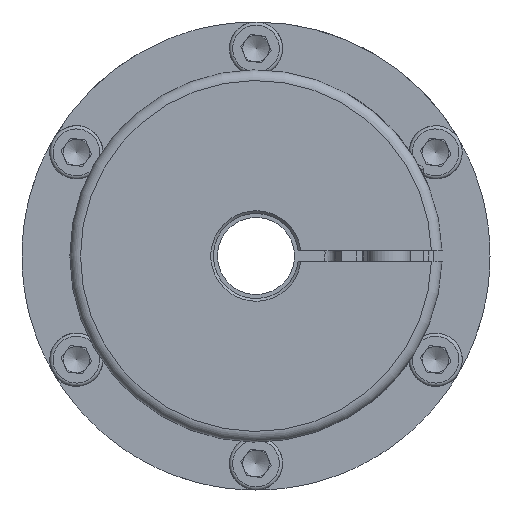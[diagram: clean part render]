
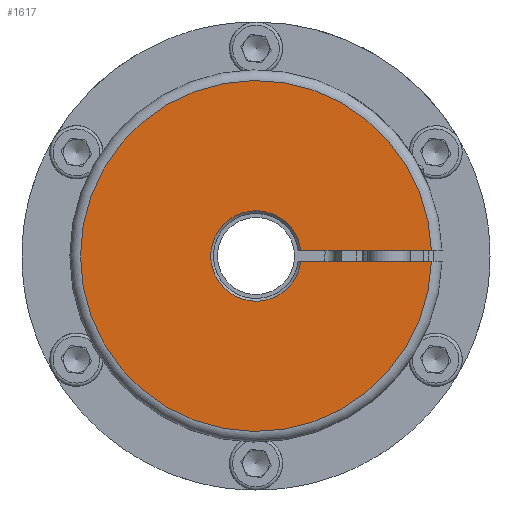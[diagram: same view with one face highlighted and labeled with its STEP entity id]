
A CAD part, left-side view. The second image highlights one B-rep face of the part: STEP entity #1617.
In plain terms, the highlighted planar face has unit normal (-1, 0, 0).
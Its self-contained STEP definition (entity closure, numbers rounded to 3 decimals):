
#1617 = ADVANCED_FACE( '', ( #3504 ), #3505, .F. );
#3504 = FACE_OUTER_BOUND( '', #5533, .T. );
#3505 = PLANE( '', #5534 );
#5533 = EDGE_LOOP( '', ( #10305, #10306, #10307, #10308 ) );
#5534 = AXIS2_PLACEMENT_3D( '', #10309, #10310, #10311 );
#10305 = ORIENTED_EDGE( '', *, *, #13162, .T. );
#10306 = ORIENTED_EDGE( '', *, *, #12494, .T. );
#10307 = ORIENTED_EDGE( '', *, *, #12934, .T. );
#10308 = ORIENTED_EDGE( '', *, *, #12434, .T. );
#10309 = CARTESIAN_POINT( '', ( -54.05, 12.629, 30.488 ) );
#10310 = DIRECTION( '', ( 1., 0., 0. ) );
#10311 = DIRECTION( '', ( 0., 0., 1. ) );
#12434 = EDGE_CURVE( '', #15271, #15268, #15272, .T. );
#12494 = EDGE_CURVE( '', #15352, #15350, #15353, .T. );
#12934 = EDGE_CURVE( '', #15350, #15271, #15935, .T. );
#13162 = EDGE_CURVE( '', #15268, #15352, #16199, .T. );
#15268 = VERTEX_POINT( '', #20658 );
#15271 = VERTEX_POINT( '', #20674 );
#15272 = CIRCLE( '', #20675, 33. );
#15350 = VERTEX_POINT( '', #20801 );
#15352 = VERTEX_POINT( '', #20803 );
#15353 = CIRCLE( '', #20804, 8.5 );
#15935 = LINE( '', #21905, #21906 );
#16199 = LINE( '', #22654, #22655 );
#20658 = CARTESIAN_POINT( '', ( -54.05, -32.985, -1. ) );
#20674 = CARTESIAN_POINT( '', ( -54.05, -32.985, 1. ) );
#20675 = AXIS2_PLACEMENT_3D( '', #24541, #24542, #24543 );
#20801 = CARTESIAN_POINT( '', ( -54.05, -8.441, 1. ) );
#20803 = CARTESIAN_POINT( '', ( -54.05, -8.441, -1. ) );
#20804 = AXIS2_PLACEMENT_3D( '', #24610, #24611, #24612 );
#21905 = CARTESIAN_POINT( '', ( -54.05, 0., 1. ) );
#21906 = VECTOR( '', #25148, 1000. );
#22654 = CARTESIAN_POINT( '', ( -54.05, -38., -1. ) );
#22655 = VECTOR( '', #25334, 1000. );
#24541 = CARTESIAN_POINT( '', ( -54.05, 0., 0. ) );
#24542 = DIRECTION( '', ( -1., 0., 0. ) );
#24543 = DIRECTION( '', ( 0., 0.383, 0.924 ) );
#24610 = CARTESIAN_POINT( '', ( -54.05, 0., 0. ) );
#24611 = DIRECTION( '', ( 1., 0., 0. ) );
#24612 = DIRECTION( '', ( 0., 0., -1. ) );
#25148 = DIRECTION( '', ( 0., -1., 0. ) );
#25334 = DIRECTION( '', ( 0., 1., 0. ) );
